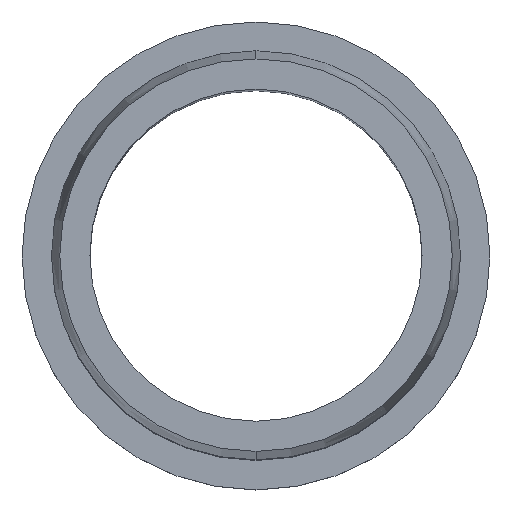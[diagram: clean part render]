
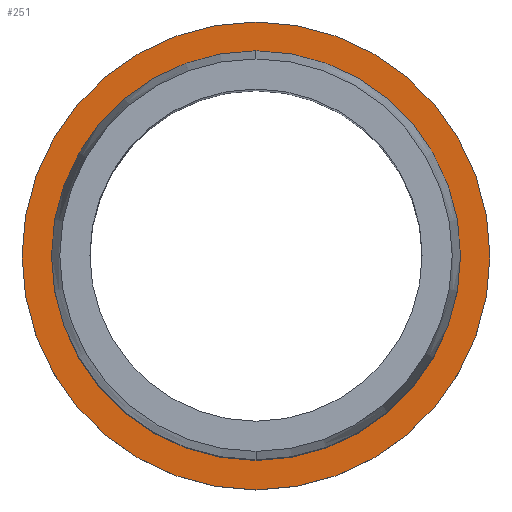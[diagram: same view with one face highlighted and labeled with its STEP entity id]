
A CAD part, top view. The second image highlights one B-rep face of the part: STEP entity #251.
In plain terms, the highlighted planar face has unit normal (0, 0, 1).
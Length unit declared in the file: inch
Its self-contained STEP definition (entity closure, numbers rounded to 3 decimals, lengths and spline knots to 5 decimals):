
#7 = ORIENTED_EDGE ( 'NONE', *, *, #990, .T. ) ;
#18 = FACE_BOUND ( 'NONE', #1095, .T. ) ;
#19 = CARTESIAN_POINT ( 'NONE',  ( 0.519, 0., 0.0585 ) ) ;
#121 = CIRCLE ( 'NONE', #396, 0.519 ) ;
#176 = VERTEX_POINT ( 'NONE', #442 ) ;
#182 = CARTESIAN_POINT ( 'NONE',  ( 0., 0., 0.0585 ) ) ;
#184 = CARTESIAN_POINT ( 'NONE',  ( 0., 0., 0.0585 ) ) ;
#209 = VERTEX_POINT ( 'NONE', #1242 ) ;
#213 = AXIS2_PLACEMENT_3D ( 'NONE', #182, #900, #283 ) ;
#243 = EDGE_CURVE ( 'NONE', #517, #209, #476, .T. ) ;
#250 = EDGE_CURVE ( 'NONE', #209, #517, #1040, .T. ) ;
#251 = ADVANCED_FACE ( 'NONE', ( #18, #972 ), #1310, .T. ) ;
#265 = DIRECTION ( 'NONE',  ( 0., 0., -1. ) ) ;
#283 = DIRECTION ( 'NONE',  ( 1., 0., 0. ) ) ;
#285 = AXIS2_PLACEMENT_3D ( 'NONE', #1003, #389, #1107 ) ;
#287 = DIRECTION ( 'NONE',  ( 1., 0., 0. ) ) ;
#388 = ORIENTED_EDGE ( 'NONE', *, *, #250, .T. ) ;
#389 = DIRECTION ( 'NONE',  ( 0., 0., 1. ) ) ;
#396 = AXIS2_PLACEMENT_3D ( 'NONE', #878, #265, #983 ) ;
#397 = DIRECTION ( 'NONE',  ( 1., 0., 0. ) ) ;
#428 = AXIS2_PLACEMENT_3D ( 'NONE', #184, #901, #287 ) ;
#432 = VERTEX_POINT ( 'NONE', #19 ) ;
#442 = CARTESIAN_POINT ( 'NONE',  ( -0.519, 0., 0.0585 ) ) ;
#476 = CIRCLE ( 'NONE', #285, 0.59375 ) ;
#517 = VERTEX_POINT ( 'NONE', #838 ) ;
#699 = AXIS2_PLACEMENT_3D ( 'NONE', #793, #1007, #397 ) ;
#732 = CIRCLE ( 'NONE', #213, 0.519 ) ;
#761 = EDGE_LOOP ( 'NONE', ( #1125, #388 ) ) ;
#793 = CARTESIAN_POINT ( 'NONE',  ( 0., 0., 0.0585 ) ) ;
#838 = CARTESIAN_POINT ( 'NONE',  ( -0.59375, 0., 0.0585 ) ) ;
#842 = EDGE_CURVE ( 'NONE', #176, #432, #732, .T. ) ;
#878 = CARTESIAN_POINT ( 'NONE',  ( 0., 0., 0.0585 ) ) ;
#900 = DIRECTION ( 'NONE',  ( 0., 0., -1. ) ) ;
#901 = DIRECTION ( 'NONE',  ( 0., 0., 1. ) ) ;
#972 = FACE_OUTER_BOUND ( 'NONE', #761, .T. ) ;
#983 = DIRECTION ( 'NONE',  ( 1., 0., 0. ) ) ;
#990 = EDGE_CURVE ( 'NONE', #432, #176, #121, .T. ) ;
#1003 = CARTESIAN_POINT ( 'NONE',  ( 0., 0., 0.0585 ) ) ;
#1007 = DIRECTION ( 'NONE',  ( 0., 0., 1. ) ) ;
#1040 = CIRCLE ( 'NONE', #428, 0.59375 ) ;
#1095 = EDGE_LOOP ( 'NONE', ( #1238, #7 ) ) ;
#1107 = DIRECTION ( 'NONE',  ( 1., 0., 0. ) ) ;
#1125 = ORIENTED_EDGE ( 'NONE', *, *, #243, .T. ) ;
#1238 = ORIENTED_EDGE ( 'NONE', *, *, #842, .T. ) ;
#1242 = CARTESIAN_POINT ( 'NONE',  ( 0.59375, 0., 0.0585 ) ) ;
#1310 = PLANE ( 'NONE',  #699 ) ;
